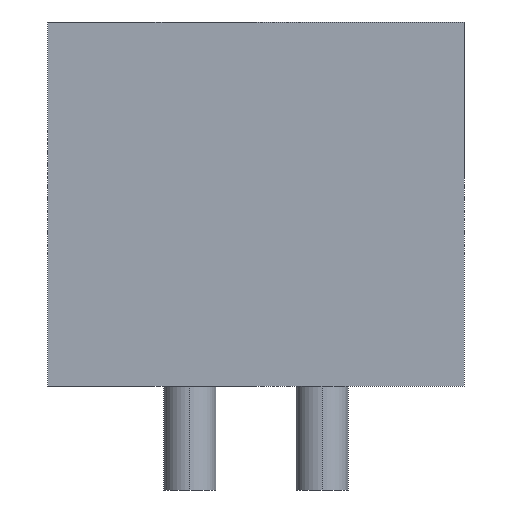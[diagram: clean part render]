
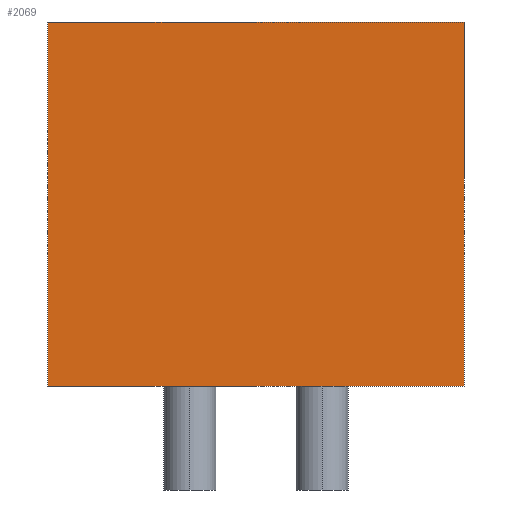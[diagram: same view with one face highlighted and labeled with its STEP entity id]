
A CAD part, left-side view. The second image highlights one B-rep face of the part: STEP entity #2069.
In plain terms, the highlighted planar face has unit normal (-1, 0, 0).
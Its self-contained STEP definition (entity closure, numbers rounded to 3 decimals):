
#55 = VERTEX_POINT ( 'NONE', #1182 ) ;
#59 = VERTEX_POINT ( 'NONE', #1178 ) ;
#60 = VERTEX_POINT ( 'NONE', #1177 ) ;
#61 = VERTEX_POINT ( 'NONE', #1175 ) ;
#228 = EDGE_LOOP ( 'NONE', ( #1128, #1077, #1114, #1127 ) ) ;
#490 = AXIS2_PLACEMENT_3D ( 'NONE', #1511, #1512, #1513 ) ;
#522 = VECTOR ( 'NONE', #1333, 1000. ) ;
#538 = VECTOR ( 'NONE', #1240, 1000. ) ;
#585 = VECTOR ( 'NONE', #1307, 1000. ) ;
#592 = VECTOR ( 'NONE', #1275, 1000. ) ;
#902 = LINE ( 'NONE', #1239, #538 ) ;
#910 = LINE ( 'NONE', #1274, #592 ) ;
#919 = LINE ( 'NONE', #1306, #585 ) ;
#923 = LINE ( 'NONE', #1332, #522 ) ;
#1009 = FACE_OUTER_BOUND ( 'NONE', #228, .T. ) ;
#1077 = ORIENTED_EDGE ( 'NONE', *, *, #2012, .F. ) ;
#1114 = ORIENTED_EDGE ( 'NONE', *, *, #1983, .F. ) ;
#1127 = ORIENTED_EDGE ( 'NONE', *, *, #1998, .T. ) ;
#1128 = ORIENTED_EDGE ( 'NONE', *, *, #2022, .T. ) ;
#1175 = CARTESIAN_POINT ( 'NONE',  ( 0., -8., 0. ) ) ;
#1177 = CARTESIAN_POINT ( 'NONE',  ( 0., -8., 7. ) ) ;
#1178 = CARTESIAN_POINT ( 'NONE',  ( 0., 0., 7. ) ) ;
#1182 = CARTESIAN_POINT ( 'NONE',  ( 0., 0., 0. ) ) ;
#1239 = CARTESIAN_POINT ( 'NONE',  ( 0., 0., 7. ) ) ;
#1240 = DIRECTION ( 'NONE',  ( 0., -1., 0. ) ) ;
#1274 = CARTESIAN_POINT ( 'NONE',  ( 0., 0., 7. ) ) ;
#1275 = DIRECTION ( 'NONE',  ( 0., 0., -1. ) ) ;
#1306 = CARTESIAN_POINT ( 'NONE',  ( 0., -8., 7. ) ) ;
#1307 = DIRECTION ( 'NONE',  ( 0., 0., -1. ) ) ;
#1332 = CARTESIAN_POINT ( 'NONE',  ( 0., 0., 0. ) ) ;
#1333 = DIRECTION ( 'NONE',  ( 0., -1., 0. ) ) ;
#1510 = PLANE ( 'NONE',  #490 ) ;
#1511 = CARTESIAN_POINT ( 'NONE',  ( 0., 0., 7. ) ) ;
#1512 = DIRECTION ( 'NONE',  ( 1., 0., 0. ) ) ;
#1513 = DIRECTION ( 'NONE',  ( 0., 1., 0. ) ) ;
#1983 = EDGE_CURVE ( 'NONE', #59, #60, #902, .T. ) ;
#1998 = EDGE_CURVE ( 'NONE', #59, #55, #910, .T. ) ;
#2012 = EDGE_CURVE ( 'NONE', #60, #61, #919, .T. ) ;
#2022 = EDGE_CURVE ( 'NONE', #55, #61, #923, .T. ) ;
#2069 = ADVANCED_FACE ( 'NONE', ( #1009 ), #1510, .F. ) ;
